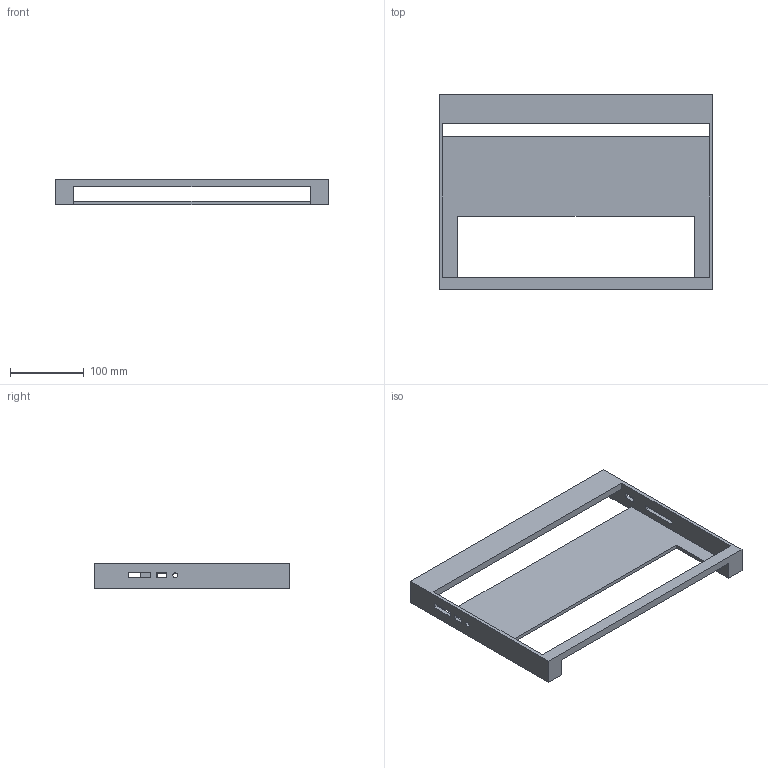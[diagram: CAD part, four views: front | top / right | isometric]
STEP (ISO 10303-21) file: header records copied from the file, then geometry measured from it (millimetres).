
FILE_DESCRIPTION(/* description */ (''),/* implementation_level */ '2;1');
FILE_NAME(/* name */ '',/* time_stamp */ '2025-11-11T14:46:17+01:00',/* author */ (''),/* organization */ (''),/* preprocessor_version */ 'ST-DEVELOPER v20.1',/* originating_system */ 'Autodesk Translation Framework v14.17.0.0',/* authorisation */ '');
FILE_SCHEMA (('AUTOMOTIVE_DESIGN { 1 0 10303 214 3 1 1 }'));
Length unit declared in the file: millimetre
Products named in the file (1): 2025-11-11-11-26-44-034
Bounding box: 370 x 264.9 x 35 mm (x, y, z)
Volume: 516607.8 mm3; surface area: 185049.3 mm2
Topology: 1 solids, 1 shells, 34 faces, 105 edges, 70 vertices
Faces by surface type: plane 33, cylinder 1
Full cylindrical faces by diameter (mm): 6.5 x1
Entity records: 1212 total; most frequent: ORIENTED_EDGE 210, CARTESIAN_POINT 210, DIRECTION 177, EDGE_CURVE 105, LINE 103, VECTOR 103, VERTEX_POINT 70, EDGE_LOOP 45
